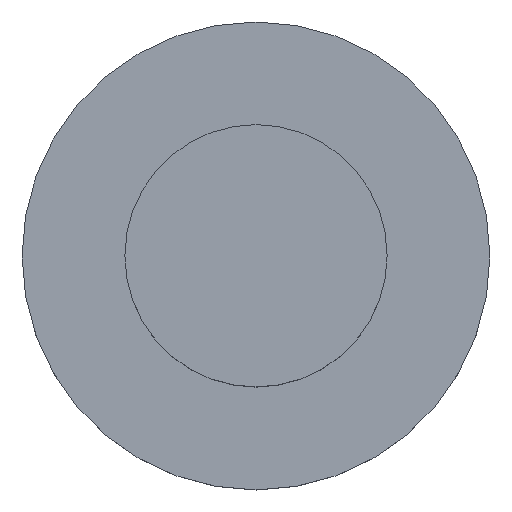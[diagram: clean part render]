
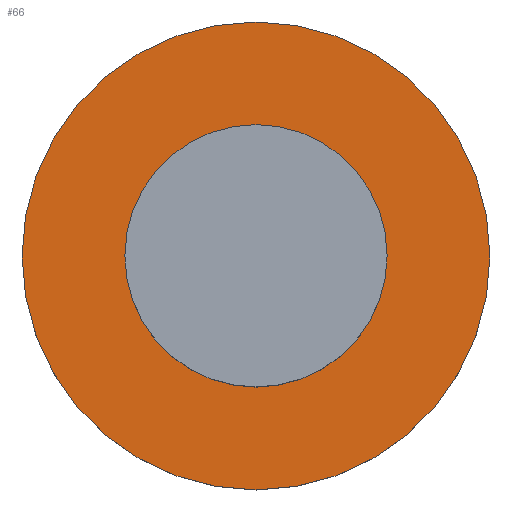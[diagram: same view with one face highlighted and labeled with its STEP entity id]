
A CAD part, top view. The second image highlights one B-rep face of the part: STEP entity #66.
In plain terms, the highlighted planar face has unit normal (0, 0, 1).
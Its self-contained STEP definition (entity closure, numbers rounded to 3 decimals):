
#1 = VERTEX_POINT ( 'NONE', #277 ) ;
#14 = FACE_OUTER_BOUND ( 'NONE', #43, .T. ) ;
#42 = AXIS2_PLACEMENT_3D ( 'NONE', #155, #255, #253 ) ;
#43 = EDGE_LOOP ( 'NONE', ( #304, #126 ) ) ;
#66 = ADVANCED_FACE ( 'NONE', ( #75, #14 ), #247, .T. ) ;
#68 = EDGE_LOOP ( 'NONE', ( #263, #293 ) ) ;
#69 = CARTESIAN_POINT ( 'NONE',  ( -126.05, -3.05, 0. ) ) ;
#75 = FACE_BOUND ( 'NONE', #68, .T. ) ;
#76 = CARTESIAN_POINT ( 'NONE',  ( -126.05, -3.05, 0. ) ) ;
#91 = CIRCLE ( 'NONE', #206, 3.3 ) ;
#112 = CARTESIAN_POINT ( 'NONE',  ( -122.75, -3.05, 0. ) ) ;
#123 = EDGE_CURVE ( 'NONE', #372, #290, #385, .T. ) ;
#125 = CARTESIAN_POINT ( 'NONE',  ( -126.05, -3.05, 0. ) ) ;
#126 = ORIENTED_EDGE ( 'NONE', *, *, #302, .T. ) ;
#130 = AXIS2_PLACEMENT_3D ( 'NONE', #76, #186, #312 ) ;
#143 = DIRECTION ( 'NONE',  ( 1., 0., 0. ) ) ;
#149 = DIRECTION ( 'NONE',  ( 1., 0., 0. ) ) ;
#155 = CARTESIAN_POINT ( 'NONE',  ( -126.05, -3.05, 0. ) ) ;
#186 = DIRECTION ( 'NONE',  ( 0., 0., 1. ) ) ;
#206 = AXIS2_PLACEMENT_3D ( 'NONE', #125, #334, #364 ) ;
#208 = CARTESIAN_POINT ( 'NONE',  ( -129.35, -3.05, 0. ) ) ;
#211 = AXIS2_PLACEMENT_3D ( 'NONE', #264, #319, #143 ) ;
#225 = CIRCLE ( 'NONE', #286, 1.85 ) ;
#239 = DIRECTION ( 'NONE',  ( 0., 0., 1. ) ) ;
#247 = PLANE ( 'NONE',  #130 ) ;
#253 = DIRECTION ( 'NONE',  ( 1., 0., 0. ) ) ;
#255 = DIRECTION ( 'NONE',  ( 0., 0., 1. ) ) ;
#263 = ORIENTED_EDGE ( 'NONE', *, *, #354, .F. ) ;
#264 = CARTESIAN_POINT ( 'NONE',  ( -126.05, -3.05, 0. ) ) ;
#276 = CARTESIAN_POINT ( 'NONE',  ( -127.9, -3.05, 0. ) ) ;
#277 = CARTESIAN_POINT ( 'NONE',  ( -124.2, -3.05, 0. ) ) ;
#286 = AXIS2_PLACEMENT_3D ( 'NONE', #69, #239, #149 ) ;
#290 = VERTEX_POINT ( 'NONE', #208 ) ;
#293 = ORIENTED_EDGE ( 'NONE', *, *, #305, .F. ) ;
#302 = EDGE_CURVE ( 'NONE', #290, #372, #91, .T. ) ;
#304 = ORIENTED_EDGE ( 'NONE', *, *, #123, .T. ) ;
#305 = EDGE_CURVE ( 'NONE', #1, #363, #225, .T. ) ;
#312 = DIRECTION ( 'NONE',  ( 1., 0., 0. ) ) ;
#315 = CIRCLE ( 'NONE', #42, 1.85 ) ;
#319 = DIRECTION ( 'NONE',  ( 0., 0., 1. ) ) ;
#334 = DIRECTION ( 'NONE',  ( 0., 0., 1. ) ) ;
#354 = EDGE_CURVE ( 'NONE', #363, #1, #315, .T. ) ;
#363 = VERTEX_POINT ( 'NONE', #276 ) ;
#364 = DIRECTION ( 'NONE',  ( 1., 0., 0. ) ) ;
#372 = VERTEX_POINT ( 'NONE', #112 ) ;
#385 = CIRCLE ( 'NONE', #211, 3.3 ) ;
